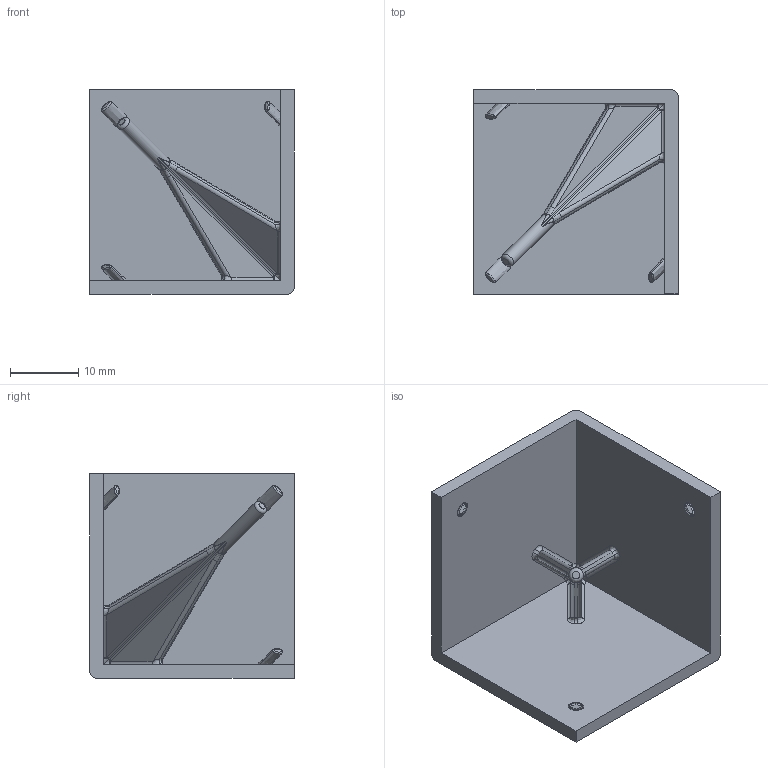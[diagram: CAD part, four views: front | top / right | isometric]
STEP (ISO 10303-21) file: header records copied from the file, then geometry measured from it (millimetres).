
FILE_DESCRIPTION(/* description */ ('STEP AP203'),/* implementation_level */ '2;1');
FILE_NAME(/* name */ 'CTPTG0000009.stp',/* time_stamp */ '2018-11-05T12:28:56+01:00',/* author */ ('fzagni'),/* organization */ (''),/* preprocessor_version */ 'ST-DEVELOPER v16.1',/* originating_system */ 'Autodesk Inventor 2016',/* authorisation */ '');
FILE_SCHEMA (('AUTOMOTIVE_DESIGN { 1 0 10303 214 3 1 1 }'));
Length unit declared in the file: millimetre
Products named in the file (1): 440000003457
Bounding box: 30 x 30 x 30 mm (x, y, z)
Volume: 5539.2 mm3; surface area: 6038 mm2
Topology: 1 solids, 1 shells, 94 faces, 226 edges, 128 vertices
Faces by surface type: bspline 39, cylinder 25, plane 22, sphere 7, torus 1
Full cylindrical faces by diameter (mm): 2.1 x1
Entity records: 5607 total; most frequent: CARTESIAN_POINT 3667, ORIENTED_EDGE 428, DIRECTION 360, EDGE_CURVE 214, AXIS2_PLACEMENT_3D 144, VERTEX_POINT 127, EDGE_LOOP 99, FACE_OUTER_BOUND 94
